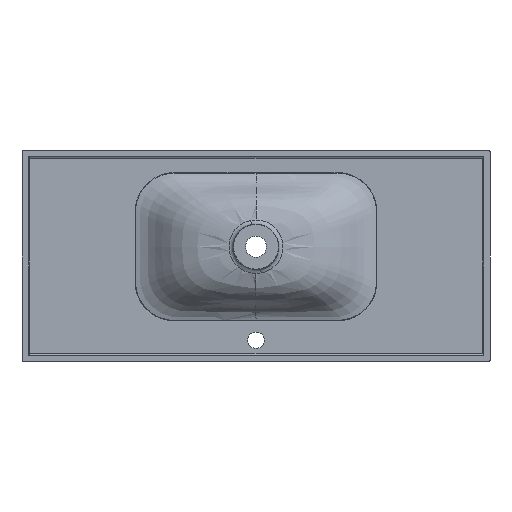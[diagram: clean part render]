
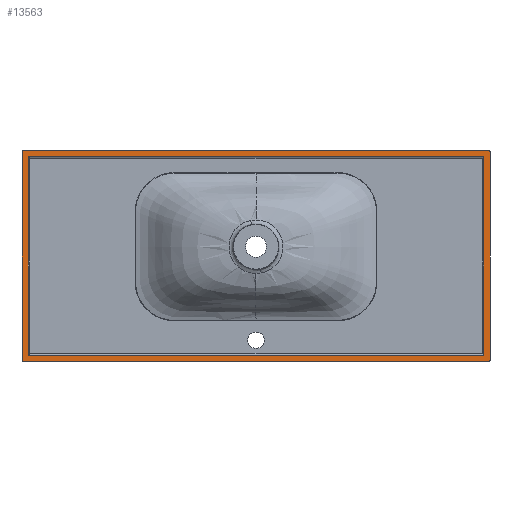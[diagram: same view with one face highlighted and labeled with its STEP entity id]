
A CAD part, front view. The second image highlights one B-rep face of the part: STEP entity #13563.
In plain terms, the highlighted planar face has unit normal (0, -1, 0).
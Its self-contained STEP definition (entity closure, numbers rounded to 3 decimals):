
#271 = CARTESIAN_POINT ( 'NONE',  ( -499.999, -14., 224.416 ) ) ;
#820 = VECTOR ( 'NONE', #15798, 1000. ) ;
#833 = ORIENTED_EDGE ( 'NONE', *, *, #10244, .T. ) ;
#1319 = FACE_OUTER_BOUND ( 'NONE', #1415, .T. ) ;
#1415 = EDGE_LOOP ( 'NONE', ( #19682, #12255, #3129, #833, #1457, #11390, #17901, #21155 ) ) ;
#1434 = CARTESIAN_POINT ( 'NONE',  ( 499.999, -14., -222.755 ) ) ;
#1457 = ORIENTED_EDGE ( 'NONE', *, *, #19374, .T. ) ;
#1550 = CARTESIAN_POINT ( 'NONE',  ( 0., -14., 0. ) ) ;
#1644 = EDGE_CURVE ( 'NONE', #11789, #5258, #5174, .T. ) ;
#1749 = DIRECTION ( 'NONE',  ( 0., 0., -1. ) ) ;
#1835 =( BOUNDED_CURVE ( )  B_SPLINE_CURVE ( 3, ( #10222, #15562, #20335, #17225 ),
 .UNSPECIFIED., .F., .F. ) 
 B_SPLINE_CURVE_WITH_KNOTS ( ( 4, 4 ),
 ( 1.571, 3.142 ),
 .UNSPECIFIED. ) 
 CURVE ( )  GEOMETRIC_REPRESENTATION_ITEM ( )  RATIONAL_B_SPLINE_CURVE ( ( 1., 0.805, 0.805, 1. ) ) 
 REPRESENTATION_ITEM ( '' )  );
#2193 = VECTOR ( 'NONE', #6839, 1000. ) ;
#2218 = VECTOR ( 'NONE', #19467, 1000. ) ;
#2353 = EDGE_CURVE ( 'NONE', #23122, #19375, #5916, .T. ) ;
#2420 = CARTESIAN_POINT ( 'NONE',  ( 499.51, -14., -224.755 ) ) ;
#2460 = VERTEX_POINT ( 'NONE', #11252 ) ;
#2832 = VECTOR ( 'NONE', #11467, 1000. ) ;
#2850 = EDGE_LOOP ( 'NONE', ( #20689, #5934, #9969, #10257 ) ) ;
#2988 = VECTOR ( 'NONE', #6094, 1000. ) ;
#3129 = ORIENTED_EDGE ( 'NONE', *, *, #1644, .T. ) ;
#4438 = CARTESIAN_POINT ( 'NONE',  ( 499.171, -14., 225.244 ) ) ;
#4501 = VECTOR ( 'NONE', #21420, 1000. ) ;
#4539 = CARTESIAN_POINT ( 'NONE',  ( 497.998, -14., -224.755 ) ) ;
#5174 =( BOUNDED_CURVE ( )  B_SPLINE_CURVE ( 3, ( #11900, #15695, #4438, #6682 ),
 .UNSPECIFIED., .F., .F. ) 
 B_SPLINE_CURVE_WITH_KNOTS ( ( 4, 4 ),
 ( 2.357, 3.926 ),
 .UNSPECIFIED. ) 
 CURVE ( )  GEOMETRIC_REPRESENTATION_ITEM ( )  RATIONAL_B_SPLINE_CURVE ( ( 1., 0.805, 0.805, 1. ) ) 
 REPRESENTATION_ITEM ( '' )  );
#5217 = VERTEX_POINT ( 'NONE', #6743 ) ;
#5236 = LINE ( 'NONE', #12348, #2218 ) ;
#5258 = VERTEX_POINT ( 'NONE', #12429 ) ;
#5408 = CARTESIAN_POINT ( 'NONE',  ( -499.999, -14., -222.755 ) ) ;
#5428 = LINE ( 'NONE', #18001, #18347 ) ;
#5733 = CARTESIAN_POINT ( 'NONE',  ( -487.093, -14., 212.338 ) ) ;
#5750 = CARTESIAN_POINT ( 'NONE',  ( -487.093, -14., -211.755 ) ) ;
#5774 =( BOUNDED_CURVE ( )  B_SPLINE_CURVE ( 3, ( #16649, #7634, #271, #9531 ),
 .UNSPECIFIED., .F., .F. ) 
 B_SPLINE_CURVE_WITH_KNOTS ( ( 4, 4 ),
 ( 2.357, 3.926 ),
 .UNSPECIFIED. ) 
 CURVE ( )  GEOMETRIC_REPRESENTATION_ITEM ( )  RATIONAL_B_SPLINE_CURVE ( ( 1., 0.805, 0.805, 1. ) ) 
 REPRESENTATION_ITEM ( '' )  );
#5916 = LINE ( 'NONE', #16592, #19158 ) ;
#5934 = ORIENTED_EDGE ( 'NONE', *, *, #2353, .F. ) ;
#6094 = DIRECTION ( 'NONE',  ( 1., 0., 0. ) ) ;
#6130 = EDGE_CURVE ( 'NONE', #19375, #14712, #5428, .T. ) ;
#6682 = CARTESIAN_POINT ( 'NONE',  ( 498., -14., 225.244 ) ) ;
#6743 = CARTESIAN_POINT ( 'NONE',  ( -498., -14., 225.244 ) ) ;
#6839 = DIRECTION ( 'NONE',  ( -1., 0., 0. ) ) ;
#7128 = DIRECTION ( 'NONE',  ( 0., 0., 1. ) ) ;
#7301 = EDGE_CURVE ( 'NONE', #15935, #23122, #9216, .T. ) ;
#7579 = DIRECTION ( 'NONE',  ( -1., 0., 0. ) ) ;
#7634 = CARTESIAN_POINT ( 'NONE',  ( -499.171, -14., 225.244 ) ) ;
#8235 = VERTEX_POINT ( 'NONE', #18938 ) ;
#8561 = CARTESIAN_POINT ( 'NONE',  ( -499.999, -14., 224.755 ) ) ;
#9077 = VERTEX_POINT ( 'NONE', #20725 ) ;
#9090 = CARTESIAN_POINT ( 'NONE',  ( 487.093, -14., -211.755 ) ) ;
#9216 = LINE ( 'NONE', #20844, #2832 ) ;
#9531 = CARTESIAN_POINT ( 'NONE',  ( -499.999, -14., 223.245 ) ) ;
#9654 = LINE ( 'NONE', #2420, #2988 ) ;
#9969 = ORIENTED_EDGE ( 'NONE', *, *, #7301, .F. ) ;
#10222 = CARTESIAN_POINT ( 'NONE',  ( 497.998, -14., -224.755 ) ) ;
#10244 = EDGE_CURVE ( 'NONE', #5258, #5217, #15619, .T. ) ;
#10257 = ORIENTED_EDGE ( 'NONE', *, *, #12695, .F. ) ;
#10676 = AXIS2_PLACEMENT_3D ( 'NONE', #1550, #12117, #7128 ) ;
#10770 =( BOUNDED_CURVE ( )  B_SPLINE_CURVE ( 3, ( #5408, #14533, #19763, #10974 ),
 .UNSPECIFIED., .F., .T. ) 
 B_SPLINE_CURVE_WITH_KNOTS ( ( 4, 4 ),
 ( 3.142, 4.712 ),
 .UNSPECIFIED. ) 
 CURVE ( )  GEOMETRIC_REPRESENTATION_ITEM ( )  RATIONAL_B_SPLINE_CURVE ( ( 1., 0.805, 0.805, 1. ) ) 
 REPRESENTATION_ITEM ( '' )  );
#10804 = FACE_BOUND ( 'NONE', #2850, .T. ) ;
#10974 = CARTESIAN_POINT ( 'NONE',  ( -497.998, -14., -224.755 ) ) ;
#11252 = CARTESIAN_POINT ( 'NONE',  ( -499.999, -14., -222.755 ) ) ;
#11340 = EDGE_CURVE ( 'NONE', #14149, #11789, #17518, .T. ) ;
#11390 = ORIENTED_EDGE ( 'NONE', *, *, #14281, .T. ) ;
#11467 = DIRECTION ( 'NONE',  ( 0., 0., 1. ) ) ;
#11639 = EDGE_CURVE ( 'NONE', #11863, #14149, #1835, .T. ) ;
#11789 = VERTEX_POINT ( 'NONE', #17463 ) ;
#11863 = VERTEX_POINT ( 'NONE', #4539 ) ;
#11900 = CARTESIAN_POINT ( 'NONE',  ( 499.999, -14., 223.245 ) ) ;
#12117 = DIRECTION ( 'NONE',  ( 0., 1., 0. ) ) ;
#12255 = ORIENTED_EDGE ( 'NONE', *, *, #11340, .T. ) ;
#12348 = CARTESIAN_POINT ( 'NONE',  ( 499.51, -14., -211.755 ) ) ;
#12429 = CARTESIAN_POINT ( 'NONE',  ( 498., -14., 225.244 ) ) ;
#12465 = LINE ( 'NONE', #8561, #820 ) ;
#12695 = EDGE_CURVE ( 'NONE', #14712, #15935, #5236, .T. ) ;
#13563 = ADVANCED_FACE ( 'NONE', ( #1319, #10804 ), #14243, .F. ) ;
#14149 = VERTEX_POINT ( 'NONE', #1434 ) ;
#14243 = PLANE ( 'NONE',  #10676 ) ;
#14281 = EDGE_CURVE ( 'NONE', #9077, #2460, #12465, .T. ) ;
#14533 = CARTESIAN_POINT ( 'NONE',  ( -499.999, -14., -223.927 ) ) ;
#14648 = EDGE_CURVE ( 'NONE', #2460, #8235, #10770, .T. ) ;
#14712 = VERTEX_POINT ( 'NONE', #5750 ) ;
#15562 = CARTESIAN_POINT ( 'NONE',  ( 499.17, -14., -224.755 ) ) ;
#15619 = LINE ( 'NONE', #22847, #2193 ) ;
#15695 = CARTESIAN_POINT ( 'NONE',  ( 499.999, -14., 224.416 ) ) ;
#15702 = CARTESIAN_POINT ( 'NONE',  ( 487.093, -14., 212.338 ) ) ;
#15798 = DIRECTION ( 'NONE',  ( 0., 0., -1. ) ) ;
#15935 = VERTEX_POINT ( 'NONE', #9090 ) ;
#15970 = CARTESIAN_POINT ( 'NONE',  ( 499.999, -14., 224.755 ) ) ;
#16592 = CARTESIAN_POINT ( 'NONE',  ( 499.51, -14., 212.338 ) ) ;
#16649 = CARTESIAN_POINT ( 'NONE',  ( -498., -14., 225.244 ) ) ;
#17225 = CARTESIAN_POINT ( 'NONE',  ( 499.999, -14., -222.755 ) ) ;
#17463 = CARTESIAN_POINT ( 'NONE',  ( 499.999, -14., 223.245 ) ) ;
#17518 = LINE ( 'NONE', #15970, #4501 ) ;
#17901 = ORIENTED_EDGE ( 'NONE', *, *, #14648, .T. ) ;
#18001 = CARTESIAN_POINT ( 'NONE',  ( -487.093, -14., 224.755 ) ) ;
#18347 = VECTOR ( 'NONE', #1749, 1000. ) ;
#18938 = CARTESIAN_POINT ( 'NONE',  ( -497.998, -14., -224.755 ) ) ;
#19158 = VECTOR ( 'NONE', #7579, 1000. ) ;
#19374 = EDGE_CURVE ( 'NONE', #5217, #9077, #5774, .T. ) ;
#19375 = VERTEX_POINT ( 'NONE', #5733 ) ;
#19467 = DIRECTION ( 'NONE',  ( 1., 0., 0. ) ) ;
#19682 = ORIENTED_EDGE ( 'NONE', *, *, #11639, .T. ) ;
#19763 = CARTESIAN_POINT ( 'NONE',  ( -499.17, -14., -224.755 ) ) ;
#20335 = CARTESIAN_POINT ( 'NONE',  ( 499.999, -14., -223.927 ) ) ;
#20689 = ORIENTED_EDGE ( 'NONE', *, *, #6130, .F. ) ;
#20725 = CARTESIAN_POINT ( 'NONE',  ( -499.999, -14., 223.245 ) ) ;
#20844 = CARTESIAN_POINT ( 'NONE',  ( 487.093, -14., 224.755 ) ) ;
#21155 = ORIENTED_EDGE ( 'NONE', *, *, #22556, .T. ) ;
#21420 = DIRECTION ( 'NONE',  ( 0., 0., 1. ) ) ;
#22556 = EDGE_CURVE ( 'NONE', #8235, #11863, #9654, .T. ) ;
#22847 = CARTESIAN_POINT ( 'NONE',  ( 499.51, -14., 225.244 ) ) ;
#23122 = VERTEX_POINT ( 'NONE', #15702 ) ;
